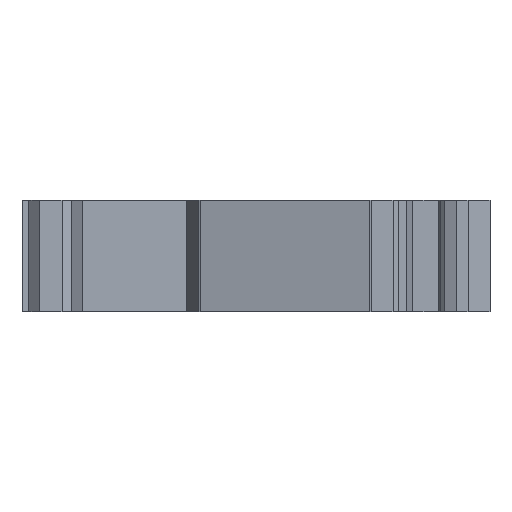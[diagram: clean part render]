
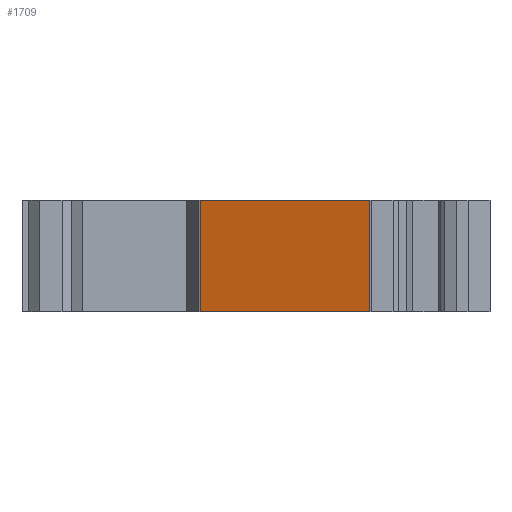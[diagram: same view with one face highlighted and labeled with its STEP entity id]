
A CAD part, front view. The second image highlights one B-rep face of the part: STEP entity #1709.
In plain terms, the highlighted free-form (B-spline) face has degree [1, 1] with [2, 2] control points.
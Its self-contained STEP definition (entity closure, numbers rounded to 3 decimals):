
#1622=CARTESIAN_POINT('',(-162.856,-43.412,-10.215));
#1623=VERTEX_POINT('',#1622);
#1630=CARTESIAN_POINT('',(-162.856,-43.412,-0.066));
#1631=VERTEX_POINT('',#1630);
#1632=CARTESIAN_POINT('',(-162.856,-43.412,-0.066));
#1633=CARTESIAN_POINT('',(-162.856,-43.412,-10.215));
#1634=B_SPLINE_CURVE_WITH_KNOTS('',1,(#1632,#1633),.POLYLINE_FORM.,.F.,.U.,(2,2),(0.,1.),.UNSPECIFIED.);
#1635=EDGE_CURVE('',#1631,#1623,#1634,.T.);
#1657=CARTESIAN_POINT('',(-147.492,-47.587,-0.066));
#1658=VERTEX_POINT('',#1657);
#1665=CARTESIAN_POINT('',(-147.492,-47.587,-10.215));
#1666=VERTEX_POINT('',#1665);
#1667=CARTESIAN_POINT('',(-147.492,-47.587,-0.066));
#1668=CARTESIAN_POINT('',(-147.492,-47.587,-10.215));
#1669=B_SPLINE_CURVE_WITH_KNOTS('',1,(#1667,#1668),.POLYLINE_FORM.,.F.,.U.,(2,2),(0.,1.),.UNSPECIFIED.);
#1670=EDGE_CURVE('',#1658,#1666,#1669,.T.);
#1682=CARTESIAN_POINT('',(-162.856,-43.412,-0.066));
#1683=CARTESIAN_POINT('',(-162.856,-43.412,-10.215));
#1684=CARTESIAN_POINT('',(-147.492,-47.587,-0.066));
#1685=CARTESIAN_POINT('',(-147.492,-47.587,-10.215));
#1686=B_SPLINE_SURFACE_WITH_KNOTS('',1,1,((#1682,#1683),(#1684,#1685)),.PLANE_SURF.,.F.,.F.,.U.,(2,2),(2,2),(0.,1.),(0.,1.),.UNSPECIFIED.);
#1687=CARTESIAN_POINT('',(-147.494,-47.587,-0.066));
#1688=VERTEX_POINT('',#1687);
#1689=CARTESIAN_POINT('',(-162.856,-43.412,-0.066));
#1690=CARTESIAN_POINT('',(-147.494,-47.587,-0.066));
#1691=B_SPLINE_CURVE_WITH_KNOTS('',1,(#1689,#1690),.POLYLINE_FORM.,.F.,.U.,(2,2),(0.,1.),.UNSPECIFIED.);
#1692=EDGE_CURVE('',#1631,#1688,#1691,.T.);
#1693=ORIENTED_EDGE('',*,*,#1692,.T.);
#1694=CARTESIAN_POINT('',(-147.492,-47.587,-0.066));
#1695=CARTESIAN_POINT('',(-147.493,-47.587,-0.066));
#1696=CARTESIAN_POINT('',(-147.494,-47.587,-0.066));
#1697=(BOUNDED_CURVE()B_SPLINE_CURVE(2,(#1694,#1695,#1696),.CIRCULAR_ARC.,.F.,.U.)B_SPLINE_CURVE_WITH_KNOTS((3,3),(0.179,0.181),.UNSPECIFIED.)CURVE()GEOMETRIC_REPRESENTATION_ITEM()RATIONAL_B_SPLINE_CURVE((0.914,0.914,0.913))REPRESENTATION_ITEM(''));
#1698=EDGE_CURVE('',#1658,#1688,#1697,.T.);
#1699=ORIENTED_EDGE('',*,*,#1698,.F.);
#1700=ORIENTED_EDGE('',*,*,#1670,.T.);
#1701=CARTESIAN_POINT('',(-162.856,-43.412,-10.215));
#1702=CARTESIAN_POINT('',(-147.492,-47.587,-10.215));
#1703=B_SPLINE_CURVE_WITH_KNOTS('',1,(#1701,#1702),.POLYLINE_FORM.,.F.,.U.,(2,2),(0.,1.),.UNSPECIFIED.);
#1704=EDGE_CURVE('',#1623,#1666,#1703,.T.);
#1705=ORIENTED_EDGE('',*,*,#1704,.F.);
#1706=ORIENTED_EDGE('',*,*,#1635,.F.);
#1707=EDGE_LOOP('',(#1693,#1699,#1700,#1705,#1706));
#1708=FACE_OUTER_BOUND('',#1707,.F.);
#1709=ADVANCED_FACE('',(#1708),#1686,.F.);
